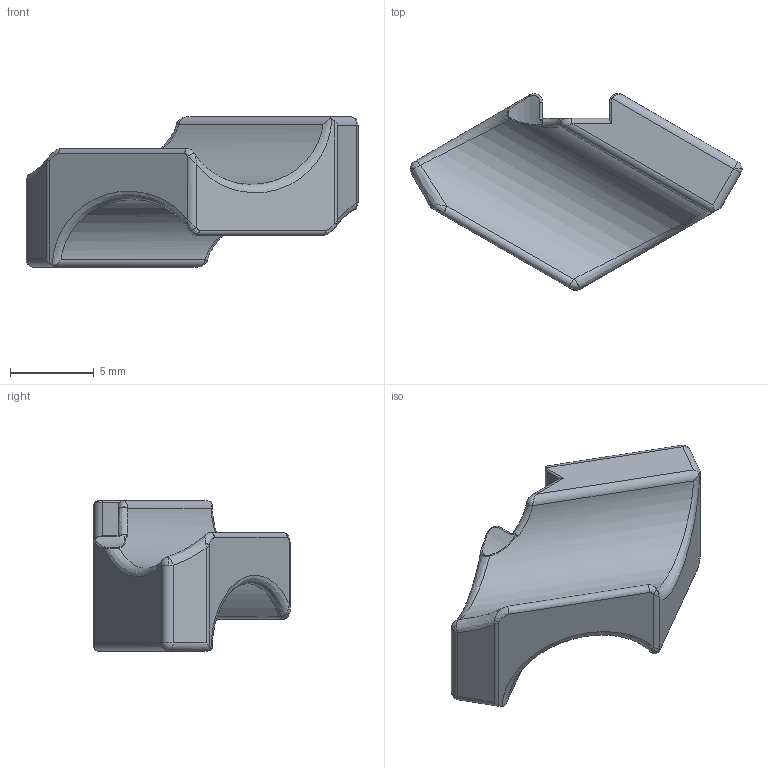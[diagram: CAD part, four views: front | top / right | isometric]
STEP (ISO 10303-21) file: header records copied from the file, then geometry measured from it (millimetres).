
FILE_DESCRIPTION (( 'STEP AP214' ), '1' );
FILE_NAME ('zip_tie_stack1_a.STEP', '2023-07-17T12:22:38', ( '' ), ( '' ), 'SwSTEP 2.0', 'SolidWorks 2022', '' );
FILE_SCHEMA (( 'AUTOMOTIVE_DESIGN' ));
Length unit declared in the file: millimetre
Products named in the file (1): zip_tie_stack1_a
Bounding box: 19.83 x 11.74 x 9 mm (x, y, z)
Volume: 551.7 mm3; surface area: 593 mm2
Topology: 1 solids, 1 shells, 81 faces, 200 edges, 111 vertices
Faces by surface type: bspline 34, cylinder 27, plane 11, sphere 7, torus 2
Entity records: 3354 total; most frequent: CARTESIAN_POINT 1803, ORIENTED_EDGE 380, DIRECTION 244, EDGE_CURVE 190, VERTEX_POINT 111, AXIS2_PLACEMENT_3D 100, ADVANCED_FACE 81, FACE_OUTER_BOUND 81
